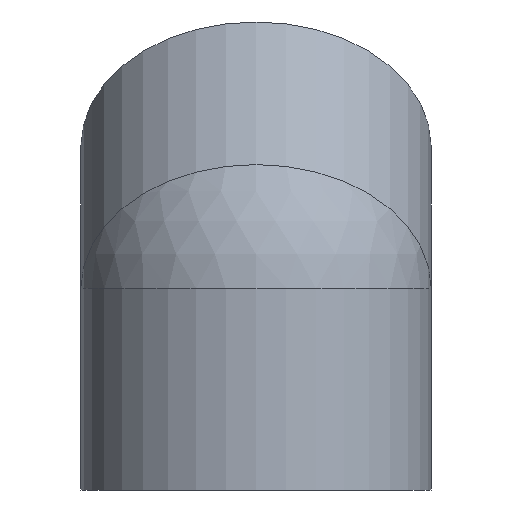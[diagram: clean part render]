
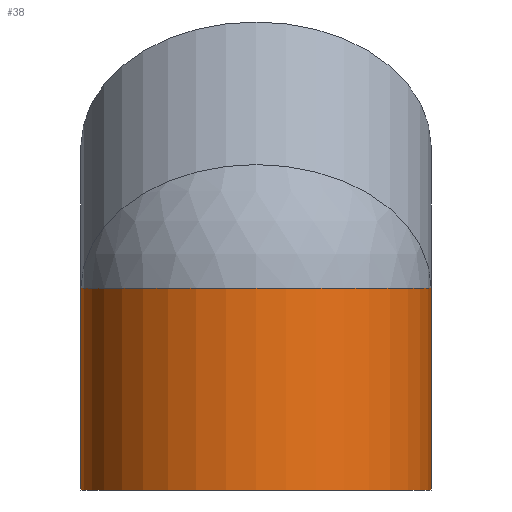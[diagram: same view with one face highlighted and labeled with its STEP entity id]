
A CAD part, left-side view. The second image highlights one B-rep face of the part: STEP entity #38.
In plain terms, the highlighted cylindrical face has radius 46 mm (diameter 92 mm), a full revolution.
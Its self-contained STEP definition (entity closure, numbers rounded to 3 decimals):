
#38 = ADVANCED_FACE( '', ( #81, #82 ), #83, .T. );
#81 = FACE_OUTER_BOUND( '', #134, .T. );
#82 = FACE_OUTER_BOUND( '', #135, .T. );
#83 = CYLINDRICAL_SURFACE( '', #136, 46. );
#134 = EDGE_LOOP( '', ( #183 ) );
#135 = EDGE_LOOP( '', ( #184, #185 ) );
#136 = AXIS2_PLACEMENT_3D( '', #186, #187, #188 );
#183 = ORIENTED_EDGE( '', *, *, #256, .T. );
#184 = ORIENTED_EDGE( '', *, *, #257, .F. );
#185 = ORIENTED_EDGE( '', *, *, #258, .F. );
#186 = CARTESIAN_POINT( '', ( 0., 0., 20. ) );
#187 = DIRECTION( '', ( 0., 0., 1. ) );
#188 = DIRECTION( '', ( -1., 0., 0. ) );
#256 = EDGE_CURVE( '', #284, #284, #285, .T. );
#257 = EDGE_CURVE( '', #286, #287, #288, .F. );
#258 = EDGE_CURVE( '', #287, #286, #289, .T. );
#284 = VERTEX_POINT( '', #322 );
#285 = CIRCLE( '', #323, 46. );
#286 = VERTEX_POINT( '', #324 );
#287 = VERTEX_POINT( '', #325 );
#288 = ELLIPSE( '', #326, 49.79, 46. );
#289 = CIRCLE( '', #327, 46. );
#322 = CARTESIAN_POINT( '', ( 46., 0., -33. ) );
#323 = AXIS2_PLACEMENT_3D( '', #360, #361, #362 );
#324 = CARTESIAN_POINT( '', ( 0., -46., 20. ) );
#325 = CARTESIAN_POINT( '', ( 0., 46., 20. ) );
#326 = AXIS2_PLACEMENT_3D( '', #363, #364, #365 );
#327 = AXIS2_PLACEMENT_3D( '', #366, #367, #368 );
#360 = CARTESIAN_POINT( '', ( 0., 0., -33. ) );
#361 = DIRECTION( '', ( 0., 0., 1. ) );
#362 = DIRECTION( '', ( 1., 0., 0. ) );
#363 = CARTESIAN_POINT( '', ( 0., 0., 20. ) );
#364 = DIRECTION( '', ( -0.383, 0., -0.924 ) );
#365 = DIRECTION( '', ( 0.924, 0., -0.383 ) );
#366 = CARTESIAN_POINT( '', ( 0., 0., 20. ) );
#367 = DIRECTION( '', ( 0., 0., 1. ) );
#368 = DIRECTION( '', ( 1., 0., 0. ) );
